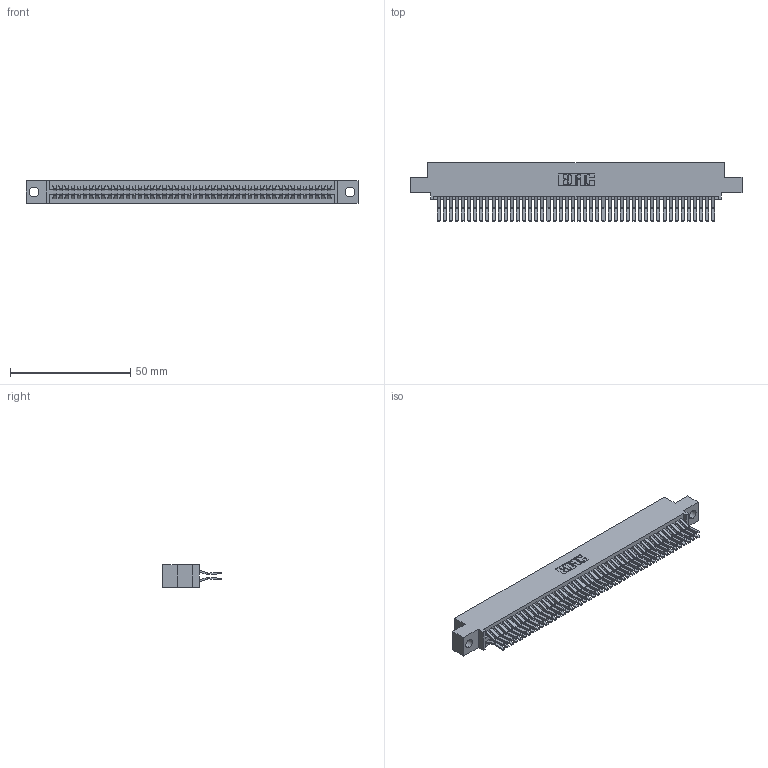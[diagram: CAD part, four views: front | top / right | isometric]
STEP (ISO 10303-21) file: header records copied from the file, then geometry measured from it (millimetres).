
FILE_DESCRIPTION (( 'STEP AP203' ), '1' );
FILE_NAME ('345-092-560-504.STEP', '2018-10-04T22:54:49', ( '' ), ( '' ), 'SwSTEP 2.0', 'SolidWorks 2016', '' );
FILE_SCHEMA (( 'CONFIG_CONTROL_DESIGN' ));
Length unit declared in the file: inch
Products named in the file (3): 345-092-560-504; 345 Part_0.110 Offset - 0.156 Dia-TH; 345-292-001_560 Tail
Assembly tree (93 placements, depth 2):
  345-092-560-504
    345 Part_0.110 Offset - 0.156 Dia-TH
    345-292-001_560 Tail  x92
Bounding box: 138.05 x 24.45 x 9.4 mm (x, y, z)
Volume: 13889.2 mm3; surface area: 22066.9 mm2
Topology: 93 solids, 93 shells, 4914 faces, 14613 edges, 9618 vertices
Faces by surface type: plane 3120, cylinder 1794
Entity records: 35777 total; most frequent: CARTESIAN_POINT 5996, ORIENTED_EDGE 5930, DIRECTION 5285, EDGE_CURVE 2965, LINE 2645, VECTOR 2645, VERTEX_POINT 1974, AXIS2_PLACEMENT_3D 1320
